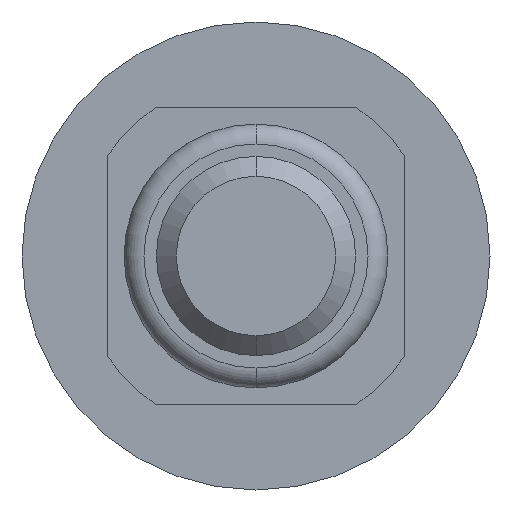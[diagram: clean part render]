
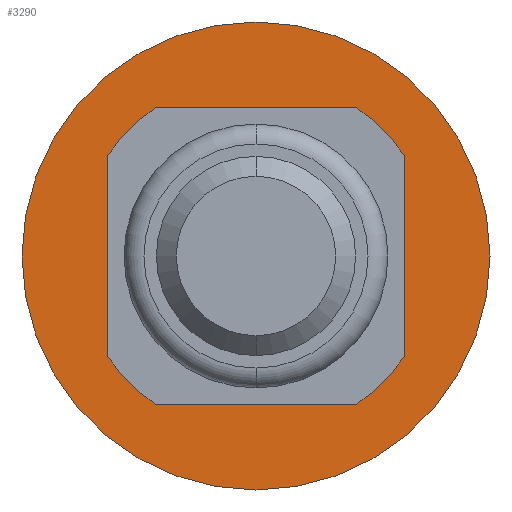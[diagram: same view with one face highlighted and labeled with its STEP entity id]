
A CAD part, front view. The second image highlights one B-rep face of the part: STEP entity #3290.
In plain terms, the highlighted planar face has unit normal (0, -1, 0).
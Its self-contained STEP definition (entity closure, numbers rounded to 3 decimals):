
#190 = DIRECTION ( 'NONE',  ( 0., 0., -1. ) ) ;
#296 = DIRECTION ( 'NONE',  ( 0., 0., -1. ) ) ;
#309 = DIRECTION ( 'NONE',  ( 0., -1., 0. ) ) ;
#344 = CARTESIAN_POINT ( 'NONE',  ( 0., 5.3, -0.9 ) ) ;
#348 = DIRECTION ( 'NONE',  ( 0., -1., 0. ) ) ;
#399 = EDGE_CURVE ( 'NONE', #2047, #1575, #1482, .T. ) ;
#632 = DIRECTION ( 'NONE',  ( 0., 0., -1. ) ) ;
#655 = CIRCLE ( 'NONE', #3694, 2.35 ) ;
#659 = EDGE_CURVE ( 'NONE', #3515, #1081, #2463, .T. ) ;
#674 = ORIENTED_EDGE ( 'NONE', *, *, #2806, .F. ) ;
#758 = CARTESIAN_POINT ( 'NONE',  ( 0., 5.3, -2.35 ) ) ;
#837 = DIRECTION ( 'NONE',  ( 0., -1., 0. ) ) ;
#894 = CARTESIAN_POINT ( 'NONE',  ( 0., 5.3, 0. ) ) ;
#1075 = AXIS2_PLACEMENT_3D ( 'NONE', #2818, #309, #296 ) ;
#1081 = VERTEX_POINT ( 'NONE', #2542 ) ;
#1326 = CARTESIAN_POINT ( 'NONE',  ( 0., 5.3, 0. ) ) ;
#1361 = EDGE_CURVE ( 'NONE', #1575, #2047, #655, .T. ) ;
#1450 = CARTESIAN_POINT ( 'NONE',  ( 2.35, 5.3, 0. ) ) ;
#1482 = CIRCLE ( 'NONE', #3385, 2.35 ) ;
#1575 = VERTEX_POINT ( 'NONE', #758 ) ;
#1790 = ORIENTED_EDGE ( 'NONE', *, *, #399, .T. ) ;
#1796 = CIRCLE ( 'NONE', #1075, 0.9 ) ;
#1874 = AXIS2_PLACEMENT_3D ( 'NONE', #1450, #837, #3447 ) ;
#1976 = PLANE ( 'NONE',  #1874 ) ;
#2047 = VERTEX_POINT ( 'NONE', #3031 ) ;
#2082 = CARTESIAN_POINT ( 'NONE',  ( 0., 5.3, 0. ) ) ;
#2136 = EDGE_LOOP ( 'NONE', ( #3146, #674 ) ) ;
#2191 = DIRECTION ( 'NONE',  ( 0., 0., -1. ) ) ;
#2407 = FACE_BOUND ( 'NONE', #2136, .T. ) ;
#2463 = CIRCLE ( 'NONE', #3101, 0.9 ) ;
#2542 = CARTESIAN_POINT ( 'NONE',  ( 0., 5.3, 0.9 ) ) ;
#2767 = DIRECTION ( 'NONE',  ( 0., -1., 0. ) ) ;
#2806 = EDGE_CURVE ( 'NONE', #1081, #3515, #1796, .T. ) ;
#2818 = CARTESIAN_POINT ( 'NONE',  ( 0., 5.3, 0. ) ) ;
#2883 = FACE_OUTER_BOUND ( 'NONE', #3429, .T. ) ;
#3031 = CARTESIAN_POINT ( 'NONE',  ( 0., 5.3, 2.35 ) ) ;
#3101 = AXIS2_PLACEMENT_3D ( 'NONE', #1326, #2767, #2191 ) ;
#3146 = ORIENTED_EDGE ( 'NONE', *, *, #659, .F. ) ;
#3290 = ADVANCED_FACE ( 'NONE', ( #2883, #2407 ), #1976, .T. ) ;
#3385 = AXIS2_PLACEMENT_3D ( 'NONE', #894, #348, #632 ) ;
#3429 = EDGE_LOOP ( 'NONE', ( #3481, #1790 ) ) ;
#3447 = DIRECTION ( 'NONE',  ( 0., 0., -1. ) ) ;
#3481 = ORIENTED_EDGE ( 'NONE', *, *, #1361, .T. ) ;
#3515 = VERTEX_POINT ( 'NONE', #344 ) ;
#3615 = DIRECTION ( 'NONE',  ( 0., -1., 0. ) ) ;
#3694 = AXIS2_PLACEMENT_3D ( 'NONE', #2082, #3615, #190 ) ;
